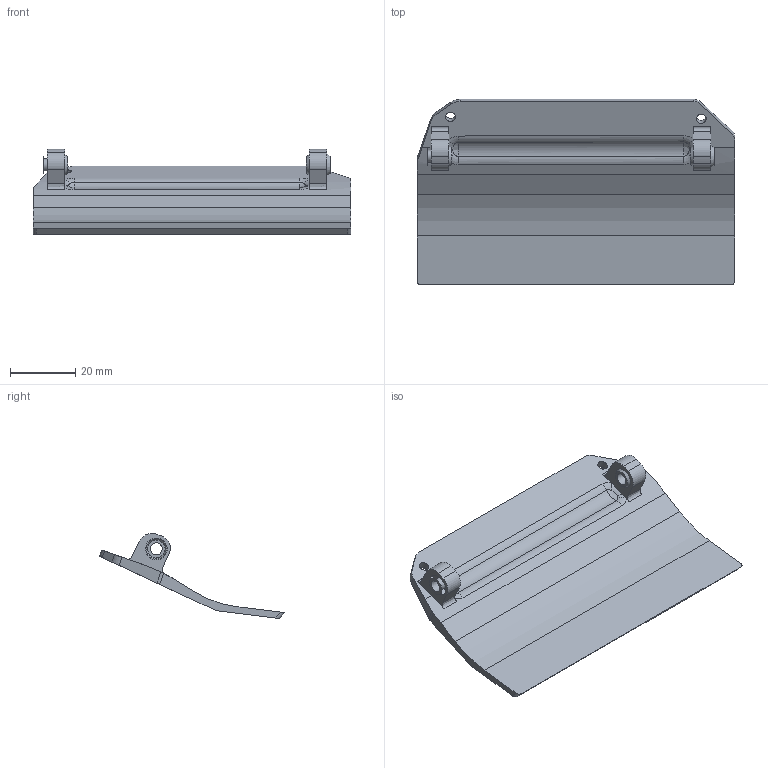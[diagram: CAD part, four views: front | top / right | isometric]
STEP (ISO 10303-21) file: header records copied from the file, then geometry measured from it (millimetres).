
FILE_DESCRIPTION(/* description */ (''),/* implementation_level */ '2;1');
FILE_NAME(/* name */ 'Flap for Thicker Fan.step',/* time_stamp */ '2024-06-30T19:56:35Z',/* author */ (''),/* organization */ (''),/* preprocessor_version */ 'ST-DEVELOPER v20',/* originating_system */ 'Autodesk Translation Framework v13.14.0.145',/* authorisation */ '');
FILE_SCHEMA (('AUTOMOTIVE_DESIGN { 1 0 10303 214 3 1 1 }'));
Length unit declared in the file: millimetre
Products named in the file (1): (Unsaved)
Bounding box: 97.09 x 56.6 x 26.02 mm (x, y, z)
Volume: 14955.6 mm3; surface area: 12707.1 mm2
Topology: 1 solids, 1 shells, 66 faces, 180 edges, 120 vertices
Faces by surface type: plane 24, cylinder 22, bspline 16, cone 4
Full cylindrical faces by diameter (mm): 2.965 x2, 3.7 x2
Entity records: 2777 total; most frequent: CARTESIAN_POINT 1127, ORIENTED_EDGE 360, DIRECTION 295, EDGE_CURVE 180, VERTEX_POINT 120, AXIS2_PLACEMENT_3D 111, EDGE_LOOP 78, LINE 73
